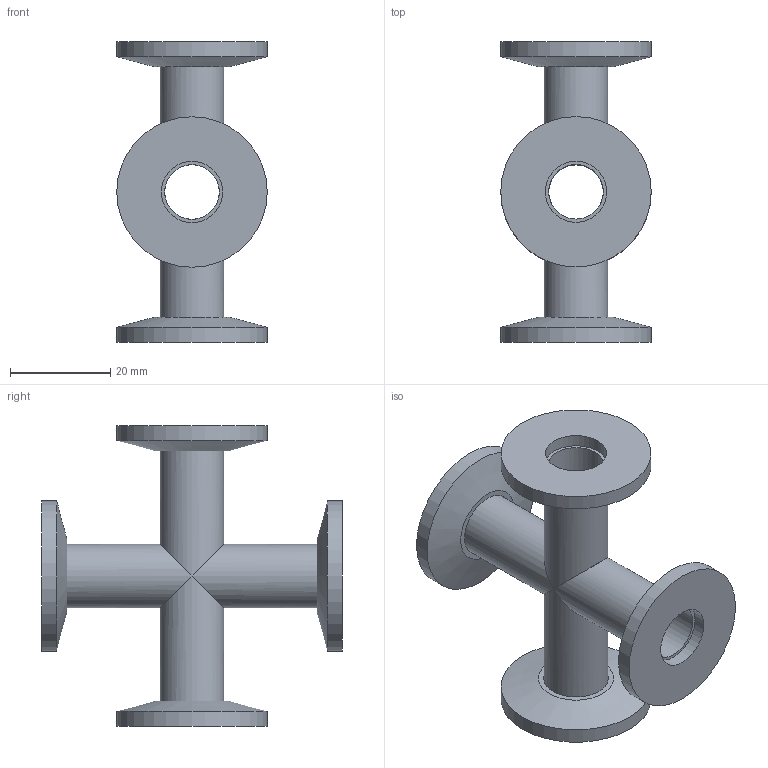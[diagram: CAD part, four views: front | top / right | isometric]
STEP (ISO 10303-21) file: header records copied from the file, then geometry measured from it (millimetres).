
FILE_DESCRIPTION(/* description */ (''),/* implementation_level */ '2;1');
FILE_NAME(/* name */ 'FL-4X10KF.stp',/* time_stamp */ '2019-01-25T14:42:21+00:00',/* author */ ('paul'),/* organization */ (''),/* preprocessor_version */ 'ST-DEVELOPER v17.2',/* originating_system */ 'Autodesk Inventor 2019',/* authorisation */ '');
FILE_SCHEMA (('AUTOMOTIVE_DESIGN { 1 0 10303 214 3 1 1 }'));
Length unit declared in the file: millimetre
Products named in the file (3): FL-4X25KF; Tube; FL-10KF-12W
Assembly tree (8 placements, depth 2):
  FL-4X25KF
    Tube  x4
    FL-10KF-12W  x4
Bounding box: 30 x 60 x 60 mm (x, y, z)
Volume: 12481.8 mm3; surface area: 14071.1 mm2
Topology: 8 solids, 8 shells, 48 faces, 112 edges, 80 vertices
Faces by surface type: plane 24, cylinder 20, cone 4
Full cylindrical faces by diameter (mm): 10.9 x4, 12.2 x4, 12.7 x4, 12.9 x4, 30 x4
Entity records: 525 total; most frequent: DIRECTION 94, CARTESIAN_POINT 71, ORIENTED_EDGE 56, AXIS2_PLACEMENT_3D 43, EDGE_CURVE 28, VERTEX_POINT 20, CIRCLE 16, EDGE_LOOP 16
